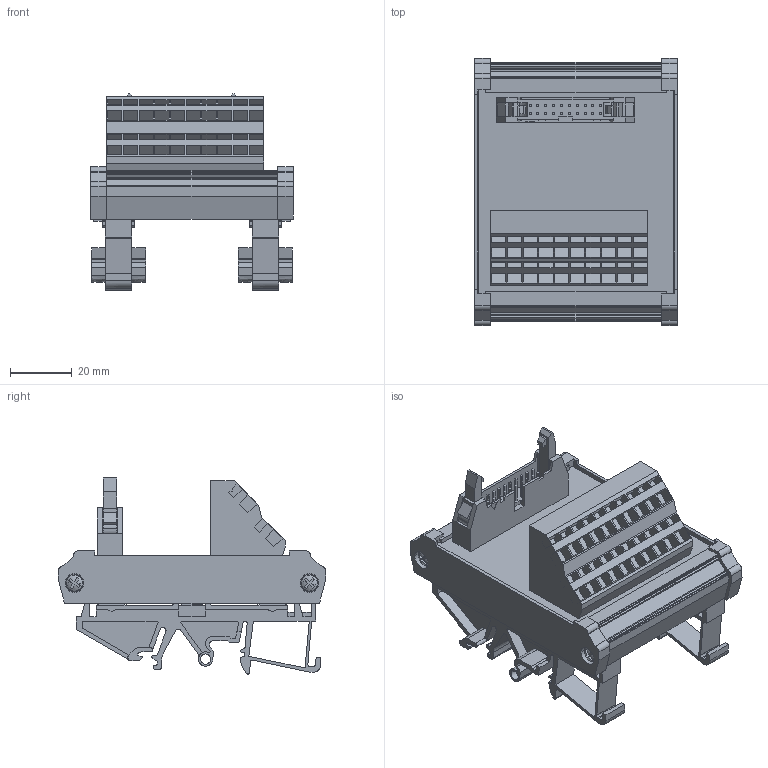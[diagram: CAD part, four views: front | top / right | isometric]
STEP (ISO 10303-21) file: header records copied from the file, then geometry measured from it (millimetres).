
FILE_DESCRIPTION(('CATIA V5R22 STEP214','CAx-IF Rec.Pracs.--- Model Styling and Organization---1.4--- 2014-01-23'),'2;1');
FILE_NAME ('032156-1_0', '2021-11-09T09:36:56+00:00', ('Weidmueller Interface'), ('Weidmueller'), 'CATIA Version 5-6 Release 2016 SP3 HF44', 'CATIA V5 STEP AP214', 'none');
FILE_SCHEMA(('AUTOMOTIVE_DESIGN { 1 0 10303 214 1 1 1 1 }'));
Length unit declared in the file: millimetre
Products named in the file (1): 8537110000_RS F20 Z
Bounding box: 65.5 x 86.4 x 63.45 mm (x, y, z)
Volume: 67327.8 mm3; surface area: 58057.8 mm2
Topology: 1 solids, 5 shells, 1476 faces, 4162 edges, 2725 vertices
Faces by surface type: plane 1189, cylinder 237, bspline 34, torus 8, sphere 8
Entity records: 50330 total; most frequent: CARTESIAN_POINT 11346, ORIENTED_EDGE 8324, DIRECTION 6706, EDGE_CURVE 4162, VECTOR 3430, LINE 3430, VERTEX_POINT 2725, AXIS2_PLACEMENT_3D 1837
